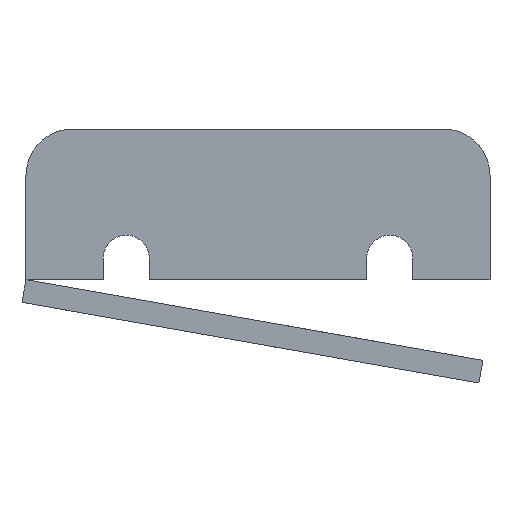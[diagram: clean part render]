
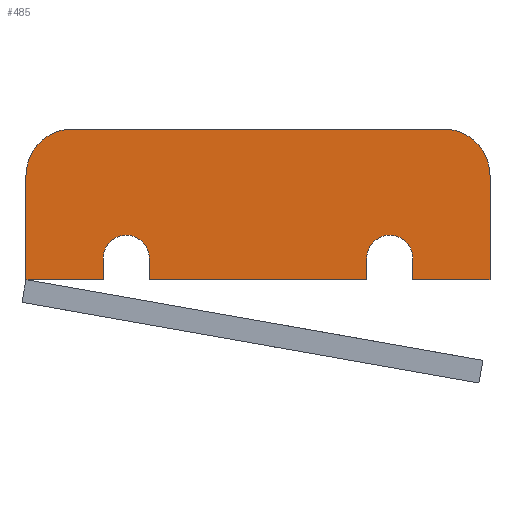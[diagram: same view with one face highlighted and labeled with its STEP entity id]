
A CAD part, front view. The second image highlights one B-rep face of the part: STEP entity #485.
In plain terms, the highlighted planar face has unit normal (0, -1, 0).
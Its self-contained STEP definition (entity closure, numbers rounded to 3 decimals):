
#214=CARTESIAN_POINT('',(-0.293,-0.234,0.));
#215=VERTEX_POINT('',#214);
#216=CARTESIAN_POINT('',(-0.293,-0.234,0.058));
#217=VERTEX_POINT('',#216);
#218=CARTESIAN_POINT('',(-0.293,-0.234,0.));
#219=DIRECTION('',(0.0,0.0,1.0));
#220=VECTOR('',#219,0.058);
#221=LINE('',#218,#220);
#222=EDGE_CURVE('',#215,#217,#221,.T.);
#254=CARTESIAN_POINT('',(-0.417,-0.234,0.058));
#255=VERTEX_POINT('',#254);
#256=CARTESIAN_POINT('',(-0.355,-0.234,0.058));
#257=DIRECTION('',(0.,-1.0,0.));
#258=DIRECTION('',(-0.707,0.,0.707));
#259=AXIS2_PLACEMENT_3D('',#256,#257,#258);
#260=CIRCLE('',#259,0.062);
#261=EDGE_CURVE('',#217,#255,#260,.T.);
#287=CARTESIAN_POINT('',(-0.417,-0.234,0.));
#288=VERTEX_POINT('',#287);
#289=CARTESIAN_POINT('',(-0.417,-0.234,0.058));
#290=DIRECTION('',(0.0,0.0,-1.0));
#291=VECTOR('',#290,0.058);
#292=LINE('',#289,#291);
#293=EDGE_CURVE('',#255,#288,#292,.T.);
#318=CARTESIAN_POINT('',(-0.625,-0.234,0.));
#319=VERTEX_POINT('',#318);
#320=CARTESIAN_POINT('',(-0.417,-0.234,0.));
#321=DIRECTION('',(-1.0,0.0,0.0));
#322=VECTOR('',#321,0.208);
#323=LINE('',#320,#322);
#324=EDGE_CURVE('',#288,#319,#323,.T.);
#349=CARTESIAN_POINT('',(-0.625,-0.234,0.281));
#350=VERTEX_POINT('',#349);
#351=CARTESIAN_POINT('',(-0.625,-0.234,0.));
#352=DIRECTION('',(0.0,0.0,1.0));
#353=VECTOR('',#352,0.281);
#354=LINE('',#351,#353);
#355=EDGE_CURVE('',#319,#350,#354,.T.);
#380=CARTESIAN_POINT('',(-0.5,-0.234,0.406));
#381=VERTEX_POINT('',#380);
#382=CARTESIAN_POINT('',(-0.5,-0.234,0.281));
#383=DIRECTION('',(0.,1.0,0.));
#384=DIRECTION('',(-0.707,0.,0.707));
#385=AXIS2_PLACEMENT_3D('',#382,#383,#384);
#386=CIRCLE('',#385,0.125);
#387=EDGE_CURVE('',#350,#381,#386,.T.);
#408=CARTESIAN_POINT('',(0.333,-0.234,0.146));
#409=DIRECTION('',(0.0,1.0,0.0));
#410=DIRECTION('',(0.0,0.0,1.0));
#411=AXIS2_PLACEMENT_3D('',#408,#409,#410);
#412=PLANE('',#411);
#413=CARTESIAN_POINT('',(0.293,-0.234,0.));
#414=VERTEX_POINT('',#413);
#415=CARTESIAN_POINT('',(-0.293,-0.234,0.));
#416=DIRECTION('',(1.0,0.0,0.0));
#417=VECTOR('',#416,0.586);
#418=LINE('',#415,#417);
#419=EDGE_CURVE('',#215,#414,#418,.T.);
#420=ORIENTED_EDGE('',*,*,#419,.T.);
#421=CARTESIAN_POINT('',(0.293,-0.234,0.058));
#422=VERTEX_POINT('',#421);
#423=CARTESIAN_POINT('',(0.293,-0.234,0.));
#424=DIRECTION('',(0.0,0.0,1.0));
#425=VECTOR('',#424,0.058);
#426=LINE('',#423,#425);
#427=EDGE_CURVE('',#414,#422,#426,.T.);
#428=ORIENTED_EDGE('',*,*,#427,.T.);
#429=CARTESIAN_POINT('',(0.417,-0.234,0.058));
#430=VERTEX_POINT('',#429);
#431=CARTESIAN_POINT('',(0.355,-0.234,0.058));
#432=DIRECTION('',(0.,1.0,0.));
#433=DIRECTION('',(-0.707,0.,0.707));
#434=AXIS2_PLACEMENT_3D('',#431,#432,#433);
#435=CIRCLE('',#434,0.062);
#436=EDGE_CURVE('',#422,#430,#435,.T.);
#437=ORIENTED_EDGE('',*,*,#436,.T.);
#438=CARTESIAN_POINT('',(0.417,-0.234,0.));
#439=VERTEX_POINT('',#438);
#440=CARTESIAN_POINT('',(0.417,-0.234,0.058));
#441=DIRECTION('',(0.0,0.0,-1.0));
#442=VECTOR('',#441,0.058);
#443=LINE('',#440,#442);
#444=EDGE_CURVE('',#430,#439,#443,.T.);
#445=ORIENTED_EDGE('',*,*,#444,.T.);
#446=CARTESIAN_POINT('',(0.625,-0.234,0.0));
#447=VERTEX_POINT('',#446);
#448=CARTESIAN_POINT('',(0.417,-0.234,0.));
#449=DIRECTION('',(1.0,0.0,0.0));
#450=VECTOR('',#449,0.208);
#451=LINE('',#448,#450);
#452=EDGE_CURVE('',#439,#447,#451,.T.);
#453=ORIENTED_EDGE('',*,*,#452,.T.);
#454=CARTESIAN_POINT('',(0.625,-0.234,0.281));
#455=VERTEX_POINT('',#454);
#456=CARTESIAN_POINT('',(0.625,-0.234,0.0));
#457=DIRECTION('',(0.0,0.0,1.0));
#458=VECTOR('',#457,0.281);
#459=LINE('',#456,#458);
#460=EDGE_CURVE('',#447,#455,#459,.T.);
#461=ORIENTED_EDGE('',*,*,#460,.T.);
#462=CARTESIAN_POINT('',(0.5,-0.234,0.406));
#463=VERTEX_POINT('',#462);
#464=CARTESIAN_POINT('',(0.5,-0.234,0.281));
#465=DIRECTION('',(0.,-1.0,0.));
#466=DIRECTION('',(0.707,0.,0.707));
#467=AXIS2_PLACEMENT_3D('',#464,#465,#466);
#468=CIRCLE('',#467,0.125);
#469=EDGE_CURVE('',#455,#463,#468,.T.);
#470=ORIENTED_EDGE('',*,*,#469,.T.);
#471=CARTESIAN_POINT('',(0.5,-0.234,0.406));
#472=DIRECTION('',(-1.0,0.0,0.0));
#473=VECTOR('',#472,1.0);
#474=LINE('',#471,#473);
#475=EDGE_CURVE('',#463,#381,#474,.T.);
#476=ORIENTED_EDGE('',*,*,#475,.T.);
#477=ORIENTED_EDGE('',*,*,#387,.F.);
#478=ORIENTED_EDGE('',*,*,#355,.F.);
#479=ORIENTED_EDGE('',*,*,#324,.F.);
#480=ORIENTED_EDGE('',*,*,#293,.F.);
#481=ORIENTED_EDGE('',*,*,#261,.F.);
#482=ORIENTED_EDGE('',*,*,#222,.F.);
#483=EDGE_LOOP('',(#420,#428,#437,#445,#453,#461,#470,#476,#477,#478,#479,#480,#481,#482));
#484=FACE_OUTER_BOUND('',#483,.T.);
#485=ADVANCED_FACE('',(#484),#412,.F.);
